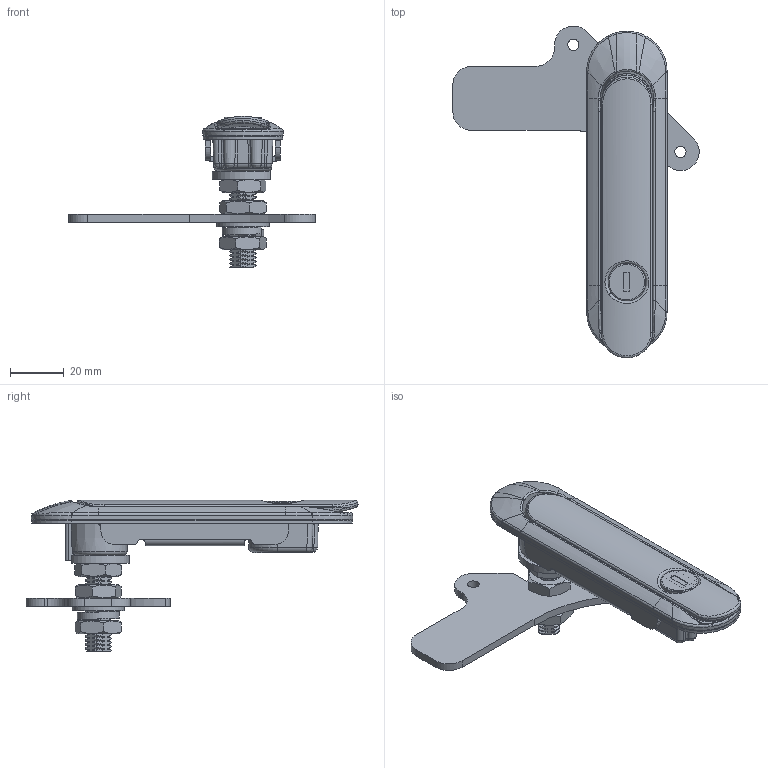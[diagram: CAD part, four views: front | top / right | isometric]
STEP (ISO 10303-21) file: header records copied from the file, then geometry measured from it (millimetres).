
FILE_DESCRIPTION(/* description */ (''),/* implementation_level */ '2;1');
FILE_NAME(/* name */ 'AF3283-2-316.stp',/* time_stamp */ '2024-08-30T16:52:46+09:00',/* author */ ('user'),/* organization */ (''),/* preprocessor_version */ 'ST-DEVELOPER v15.6',/* originating_system */ 'Autodesk Inventor 2015',/* authorisation */ '');
FILE_SCHEMA (('AUTOMOTIVE_DESIGN { 1 0 10303 214 3 1 1 }'));
Products named in the file (14): 2베이스; 2너트; 2방향캠; 2볼트2; 2브라켓; 2스프링와셔_2.6Tx15.6x10.5; 2와샤(평); 2캠샤프트; 2패킹; 2핸들; 키코어 커버; 키코어; 날개; AF3283-2-316
Bounding box: 91.98 x 123.99 x 56.45 mm (x, y, z)
Volume: 41194.2 mm3; surface area: 42384.6 mm2
Topology: 17 solids, 17 shells, 1247 faces, 3342 edges, 2140 vertices
Faces by surface type: cylinder 415, bspline 375, plane 342, torus 53, cone 50, sphere 12
Full cylindrical faces by diameter (mm): 3.1 x3, 4.134 x2, 4.2 x2, 5 x2, 6 x1, 6.5 x2, 7.5 x2, 10.6 x1, 10.8 x1, 11.2 x1, 11.8 x1, 13.1 x1, 13.2 x1, 14 x1, 14.3 x1, 14.4 x1, 19.6 x1
Entity records: 61355 total; most frequent: CARTESIAN_POINT 34910, ORIENTED_EDGE 6154, DIRECTION 4344, EDGE_CURVE 3077, VERTEX_POINT 1981, AXIS2_PLACEMENT_3D 1575, EDGE_LOOP 1272, LINE 1194
